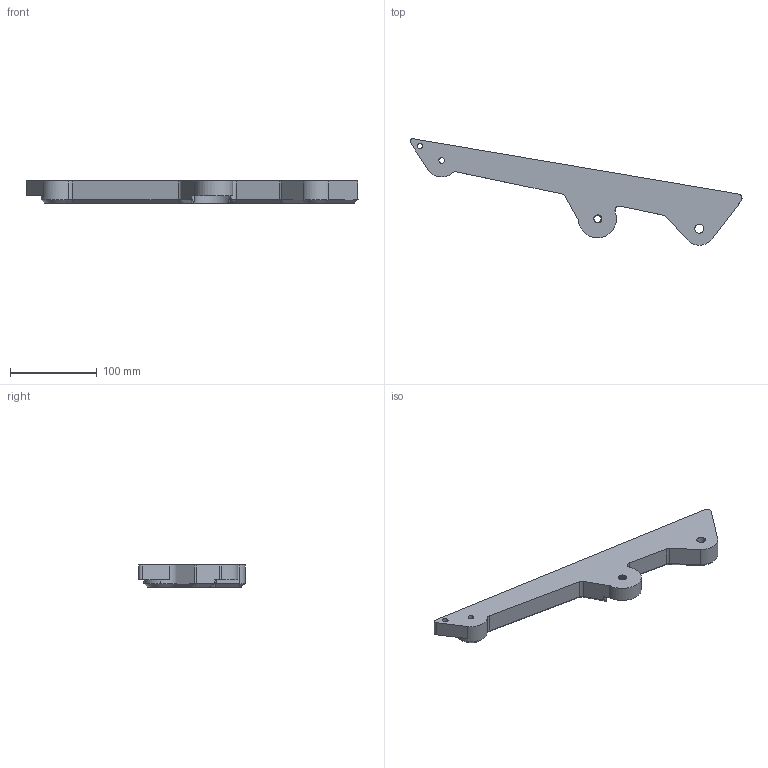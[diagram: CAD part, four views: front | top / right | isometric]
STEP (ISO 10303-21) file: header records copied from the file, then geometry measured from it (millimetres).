
FILE_DESCRIPTION (( 'STEP AP203' ), '1' );
FILE_NAME ('q bi esq.STEP', '2018-10-30T02:05:32', ( '' ), ( '' ), 'SwSTEP 2.0', 'SolidWorks 2018', '' );
FILE_SCHEMA (( 'CONFIG_CONTROL_DESIGN' ));
Length unit declared in the file: millimetre
Products named in the file (1): q bi esq
Bounding box: 382.11 x 122.46 x 25.4 mm (x, y, z)
Volume: 340247.1 mm3; surface area: 55913.3 mm2
Topology: 1 solids, 1 shells, 107 faces, 290 edges, 187 vertices
Faces by surface type: cylinder 48, plane 27, cone 24, bspline 8
Entity records: 6228 total; most frequent: CARTESIAN_POINT 3581, ORIENTED_EDGE 576, DIRECTION 514, EDGE_CURVE 288, AXIS2_PLACEMENT_3D 195, VERTEX_POINT 187, LINE 124, VECTOR 124
